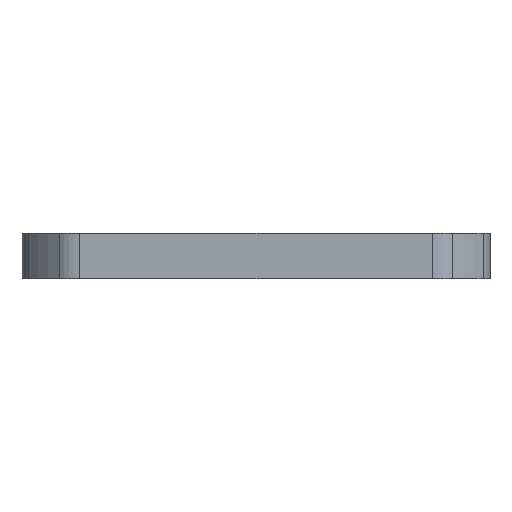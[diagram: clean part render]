
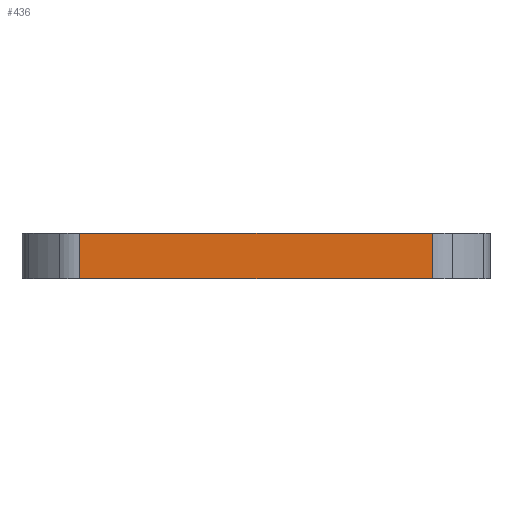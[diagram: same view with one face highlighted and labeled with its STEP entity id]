
A CAD part, left-side view. The second image highlights one B-rep face of the part: STEP entity #436.
In plain terms, the highlighted planar face has unit normal (-1, 0, 0).
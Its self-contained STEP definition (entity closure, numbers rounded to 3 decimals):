
#154 = CARTESIAN_POINT ( 'NONE',  ( -5.1, 31.006, -6.798 ) ) ;
#233 = VECTOR ( 'NONE', #1083, 1000. ) ;
#248 = LINE ( 'NONE', #870, #628 ) ;
#304 = CARTESIAN_POINT ( 'NONE',  ( -5.1, -0.006, -6.798 ) ) ;
#408 = DIRECTION ( 'NONE',  ( -1., 0., 0. ) ) ;
#424 = FACE_OUTER_BOUND ( 'NONE', #2581, .T. ) ;
#436 = ADVANCED_FACE ( 'NONE', ( #424 ), #1387, .T. ) ;
#447 = DIRECTION ( 'NONE',  ( 0., 0., 1. ) ) ;
#628 = VECTOR ( 'NONE', #447, 1000. ) ;
#789 = DIRECTION ( 'NONE',  ( 0., 0., 1. ) ) ;
#866 = DIRECTION ( 'NONE',  ( 0., 0., 1. ) ) ;
#870 = CARTESIAN_POINT ( 'NONE',  ( -5.1, 31.006, -10.798 ) ) ;
#1064 = LINE ( 'NONE', #2509, #1797 ) ;
#1083 = DIRECTION ( 'NONE',  ( 0., -1., 0. ) ) ;
#1211 = ORIENTED_EDGE ( 'NONE', *, *, #2508, .F. ) ;
#1223 = CARTESIAN_POINT ( 'NONE',  ( -5.1, 31.006, -10.798 ) ) ;
#1225 = VERTEX_POINT ( 'NONE', #2159 ) ;
#1313 = LINE ( 'NONE', #1915, #233 ) ;
#1387 = PLANE ( 'NONE',  #1724 ) ;
#1430 = VECTOR ( 'NONE', #2170, 1000. ) ;
#1488 = VERTEX_POINT ( 'NONE', #304 ) ;
#1515 = EDGE_CURVE ( 'NONE', #2217, #1488, #1313, .T. ) ;
#1650 = VERTEX_POINT ( 'NONE', #2517 ) ;
#1697 = EDGE_CURVE ( 'NONE', #1225, #1488, #1064, .T. ) ;
#1724 = AXIS2_PLACEMENT_3D ( 'NONE', #1223, #408, #789 ) ;
#1797 = VECTOR ( 'NONE', #866, 1000. ) ;
#1915 = CARTESIAN_POINT ( 'NONE',  ( -5.1, 31.006, -6.798 ) ) ;
#2127 = ORIENTED_EDGE ( 'NONE', *, *, #1515, .F. ) ;
#2159 = CARTESIAN_POINT ( 'NONE',  ( -5.1, -0.006, -10.798 ) ) ;
#2170 = DIRECTION ( 'NONE',  ( 0., 1., 0. ) ) ;
#2217 = VERTEX_POINT ( 'NONE', #154 ) ;
#2242 = ORIENTED_EDGE ( 'NONE', *, *, #1697, .T. ) ;
#2366 = LINE ( 'NONE', #2398, #1430 ) ;
#2379 = ORIENTED_EDGE ( 'NONE', *, *, #2417, .F. ) ;
#2398 = CARTESIAN_POINT ( 'NONE',  ( -5.1, 23., -10.798 ) ) ;
#2417 = EDGE_CURVE ( 'NONE', #1225, #1650, #2366, .T. ) ;
#2508 = EDGE_CURVE ( 'NONE', #1650, #2217, #248, .T. ) ;
#2509 = CARTESIAN_POINT ( 'NONE',  ( -5.1, -0.006, -10.798 ) ) ;
#2517 = CARTESIAN_POINT ( 'NONE',  ( -5.1, 31.006, -10.798 ) ) ;
#2581 = EDGE_LOOP ( 'NONE', ( #2242, #2127, #1211, #2379 ) ) ;
